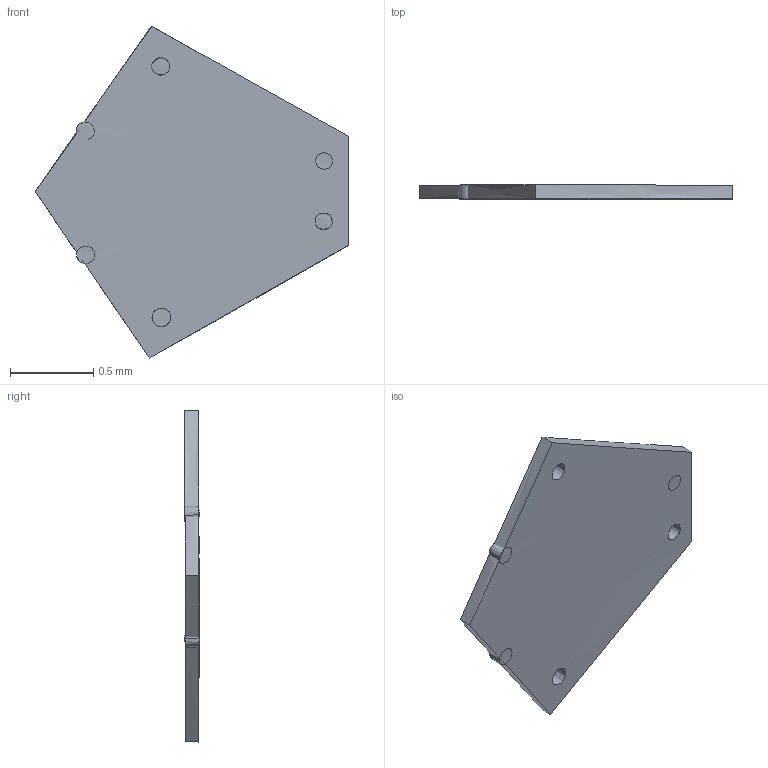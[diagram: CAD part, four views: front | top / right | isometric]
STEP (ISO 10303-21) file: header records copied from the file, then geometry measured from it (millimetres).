
FILE_DESCRIPTION(('Open CASCADE Model'),'2;1');
FILE_NAME('Open CASCADE Shape Model','2024-07-29T04:33:52',('Author'),( 'Open CASCADE'),'Open CASCADE STEP processor 7.5','Open CASCADE 7.5' ,'Unknown');
FILE_SCHEMA(('CONFIG_CONTROL_DESIGN'));
Length unit declared in the file: millimetre
Products named in the file (1): Open CASCADE STEP translator 7.5 6913
Bounding box: 1.88 x 0.09 x 1.99 mm (x, y, z)
Volume: 0.2 mm3; surface area: 5.2 mm2
Topology: 3 solids, 4 shells, 28 faces, 67 edges, 42 vertices
Faces by surface type: bspline 28
Entity records: 1797 total; most frequent: CARTESIAN_POINT 1055, B_SPLINE_CURVE_WITH_KNOTS 153, ORIENTED_EDGE 102, PCURVE 102, DEFINITIONAL_REPRESENTATION 102, EDGE_CURVE 51, SURFACE_CURVE 51, VERTEX_POINT 34
